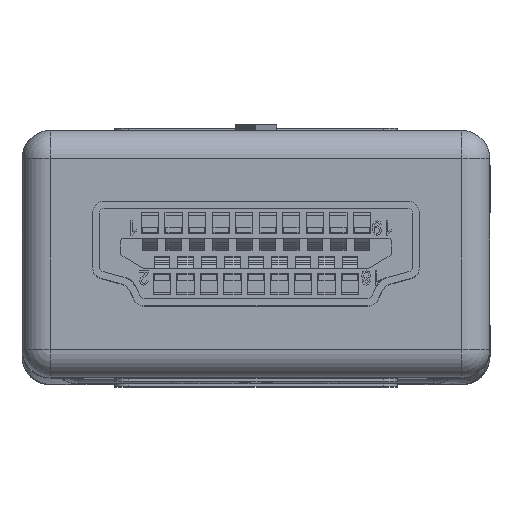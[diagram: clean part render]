
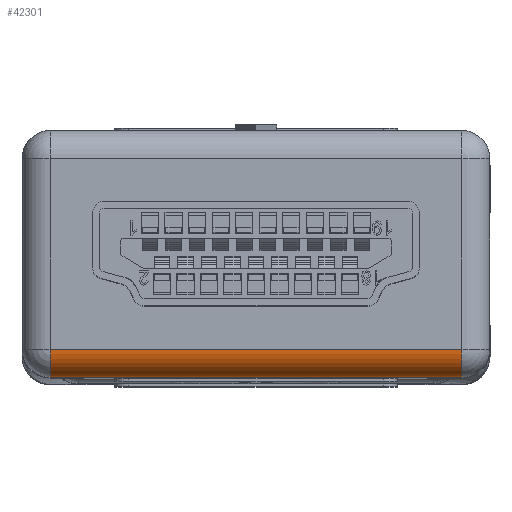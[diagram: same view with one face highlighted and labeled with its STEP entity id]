
A CAD part, top view. The second image highlights one B-rep face of the part: STEP entity #42301.
In plain terms, the highlighted cylindrical face has radius 1.2 mm (diameter 2.4 mm), a partial arc.
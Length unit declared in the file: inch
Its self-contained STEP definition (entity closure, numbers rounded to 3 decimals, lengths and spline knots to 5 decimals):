
#27522 = DIRECTION ( 'NONE',  ( 0., 0., -1. ) ) ;
#27524 = DIRECTION ( 'NONE',  ( -1., 0., 0. ) ) ;
#27525 = CARTESIAN_POINT ( 'NONE',  ( 0.34449, 0.55315, 0.15945 ) ) ;
#27526 = AXIS2_PLACEMENT_3D ( 'NONE', #27525, #27524, #27522 ) ;
#27534 = CIRCLE ( 'NONE', #27526, 0.04724 ) ;
#28026 = FACE_OUTER_BOUND ( 'NONE', #42324, .T. ) ;
#28043 = AXIS2_PLACEMENT_3D ( 'NONE', #28085, #28083, #28077 ) ;
#28046 = DIRECTION ( 'NONE',  ( 0., 0., 1. ) ) ;
#28047 = DIRECTION ( 'NONE',  ( -1., 0., 0. ) ) ;
#28048 = CARTESIAN_POINT ( 'NONE',  ( -0.34449, 0.55315, 0.15945 ) ) ;
#28049 = AXIS2_PLACEMENT_3D ( 'NONE', #28048, #28047, #28046 ) ;
#28056 = CIRCLE ( 'NONE', #28049, 0.04724 ) ;
#28077 = DIRECTION ( 'NONE',  ( 0., 0., 1. ) ) ;
#28083 = DIRECTION ( 'NONE',  ( -1., 0., 0. ) ) ;
#28085 = CARTESIAN_POINT ( 'NONE',  ( -0.39173, 0.55315, 0.15945 ) ) ;
#28091 = CYLINDRICAL_SURFACE ( 'NONE', #28043, 0.04724 ) ;
#41961 = EDGE_CURVE ( 'NONE', #91919, #92677, #27534, .T. ) ;
#42106 = ORIENTED_EDGE ( 'NONE', *, *, #41961, .T. ) ;
#42281 = EDGE_CURVE ( 'NONE', #92036, #92811, #28056, .T. ) ;
#42301 = ADVANCED_FACE ( 'NONE', ( #28026 ), #28091, .T. ) ;
#42308 = ORIENTED_EDGE ( 'NONE', *, *, #91971, .F. ) ;
#42324 = EDGE_LOOP ( 'NONE', ( #42106, #42812, #42808, #42308 ) ) ;
#42808 = ORIENTED_EDGE ( 'NONE', *, *, #42281, .F. ) ;
#42812 = ORIENTED_EDGE ( 'NONE', *, *, #92643, .F. ) ;
#69736 = CARTESIAN_POINT ( 'NONE',  ( 0.34449, 0.55315, 0.20669 ) ) ;
#70005 = DIRECTION ( 'NONE',  ( -1., 0., 0. ) ) ;
#70007 = VECTOR ( 'NONE', #70005, 39.37008 ) ;
#70009 = CARTESIAN_POINT ( 'NONE',  ( -0.39173, 0.55315, 0.20669 ) ) ;
#70010 = LINE ( 'NONE', #70009, #70007 ) ;
#70518 = CARTESIAN_POINT ( 'NONE',  ( -0.34449, 0.55315, 0.20669 ) ) ;
#71387 = DIRECTION ( 'NONE',  ( 1., 0., 0. ) ) ;
#71392 = CARTESIAN_POINT ( 'NONE',  ( 0.39173, 0.60039, 0.15945 ) ) ;
#71393 = LINE ( 'NONE', #71392, #71406 ) ;
#71406 = VECTOR ( 'NONE', #71387, 39.37008 ) ;
#73749 = CARTESIAN_POINT ( 'NONE',  ( 0.34449, 0.60039, 0.15945 ) ) ;
#74531 = CARTESIAN_POINT ( 'NONE',  ( -0.34449, 0.60039, 0.15945 ) ) ;
#91919 = VERTEX_POINT ( 'NONE', #69736 ) ;
#91971 = EDGE_CURVE ( 'NONE', #91919, #92036, #70010, .T. ) ;
#92036 = VERTEX_POINT ( 'NONE', #70518 ) ;
#92643 = EDGE_CURVE ( 'NONE', #92811, #92677, #71393, .T. ) ;
#92677 = VERTEX_POINT ( 'NONE', #73749 ) ;
#92811 = VERTEX_POINT ( 'NONE', #74531 ) ;
